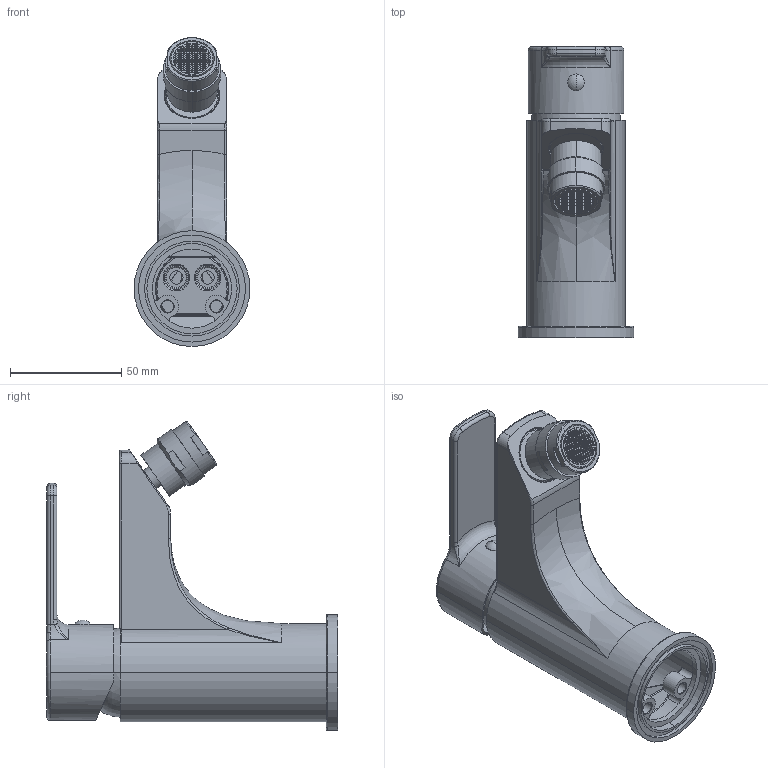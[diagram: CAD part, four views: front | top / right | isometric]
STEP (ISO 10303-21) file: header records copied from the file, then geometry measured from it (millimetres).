
FILE_DESCRIPTION((''),'2;1');
FILE_NAME('RED131CR','2021-11-08T15:58:05',('ut3'),('PAFFONI SpA'),'CREO PARAMETRIC BY PTC INC, 2020044','CREO PARAMETRIC BY PTC INC, 2020044','');
FILE_SCHEMA(('CONFIG_CONTROL_DESIGN','SHAPE_APPEARANCE_LAYERS_GROUPS'));
Length unit declared in the file: millimetre
Products named in the file (1): RED131CR
Bounding box: 52 x 130.73 x 138.72 mm (x, y, z)
Volume: 139813.5 mm3; surface area: 91124.2 mm2
Topology: 2 solids, 2 shells, 2915 faces, 8302 edges, 5357 vertices
Faces by surface type: plane 2111, cylinder 458, torus 147, cone 81, bspline 78, sphere 40
Entity records: 115926 total; most frequent: CARTESIAN_POINT 27320, ORIENTED_EDGE 16576, DIRECTION 15714, EDGE_CURVE 8288, VERTEX_POINT 5357, VECTOR 5308, LINE 5308, AXIS2_PLACEMENT_3D 5203
